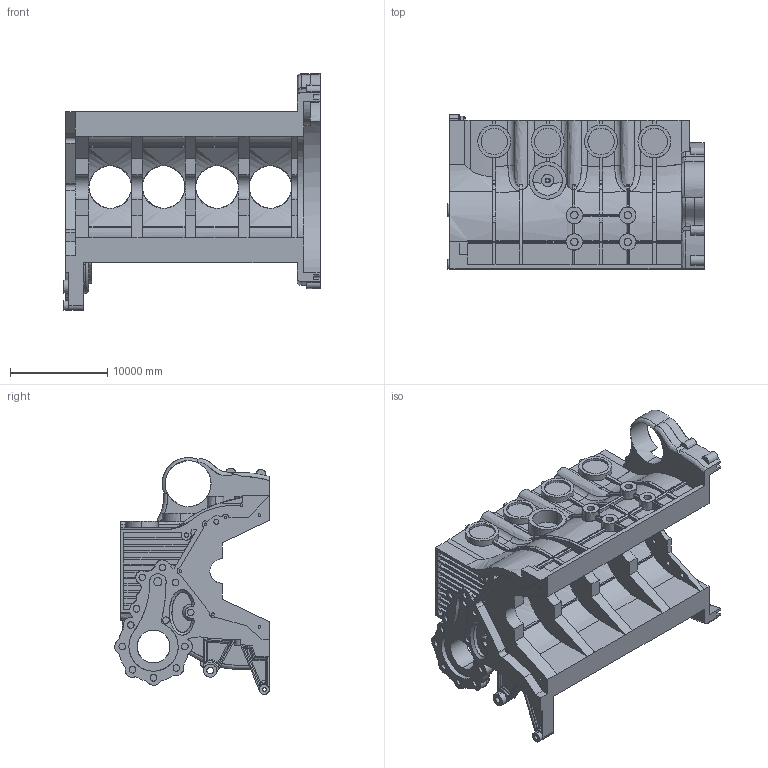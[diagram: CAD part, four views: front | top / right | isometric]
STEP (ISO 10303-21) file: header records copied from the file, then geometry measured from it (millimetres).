
FILE_DESCRIPTION(('FreeCAD Model'),'2;1');
FILE_NAME('Open CASCADE Shape Model','2025-05-04T15:39:51',('FreeCAD'),( 'FreeCAD'),'Open CASCADE STEP processor 7.6','FreeCAD','Unknown');
FILE_SCHEMA(('AUTOMOTIVE_DESIGN { 1 0 10303 214 1 1 1 1 }'));
Products named in the file (1): Open CASCADE STEP translator 7.6 1
Bounding box: 26300.28 x 15868.97 x 24309.97 mm (x, y, z)
Surface area: 4128870283.6 mm2 (no closed solid volume)
Topology: 0 solids, 1254 shells, 1254 faces, 6614 edges, 6609 vertices
Faces by surface type: bspline 1254
Entity records: 109254 total; most frequent: CARTESIAN_POINT 78458, ORIENTED_EDGE 6610, EDGE_CURVE 6610, VERTEX_POINT 6609, B_SPLINE_CURVE_WITH_KNOTS 3889, FACE_BOUND 1385, EDGE_LOOP 1385, SHELL_BASED_SURFACE_MODEL 1254
